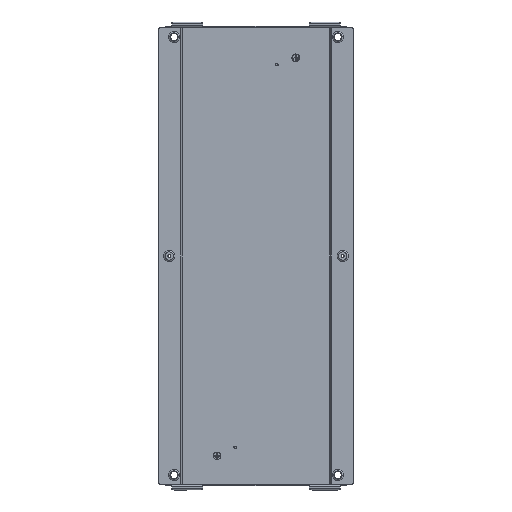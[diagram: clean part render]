
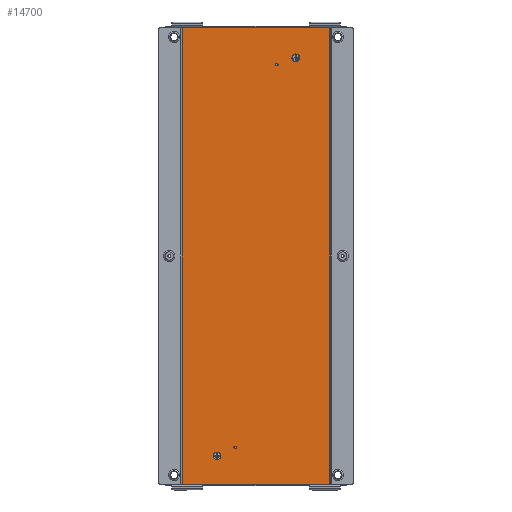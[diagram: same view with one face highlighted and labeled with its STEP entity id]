
A CAD part, front view. The second image highlights one B-rep face of the part: STEP entity #14700.
In plain terms, the highlighted planar face has unit normal (0, -1, 0).
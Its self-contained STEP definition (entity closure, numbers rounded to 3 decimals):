
#1230 = AXIS2_PLACEMENT_3D ( 'NONE', #11844, #10131, #17181 ) ;
#1637 = DIRECTION ( 'NONE',  ( 0., 0., -1. ) ) ;
#3177 = VECTOR ( 'NONE', #17656, 1000. ) ;
#3472 = CARTESIAN_POINT ( 'NONE',  ( -188.75, -1.5, 584. ) ) ;
#3536 = CARTESIAN_POINT ( 'NONE',  ( -188.75, -1.5, -587. ) ) ;
#3738 = ORIENTED_EDGE ( 'NONE', *, *, #19250, .F. ) ;
#4348 = CARTESIAN_POINT ( 'NONE',  ( -188.75, -1.5, -584. ) ) ;
#4600 = VERTEX_POINT ( 'NONE', #13183 ) ;
#4981 = VERTEX_POINT ( 'NONE', #5558 ) ;
#5502 = VERTEX_POINT ( 'NONE', #4348 ) ;
#5558 = CARTESIAN_POINT ( 'NONE',  ( -188.75, -1.5, 584. ) ) ;
#5833 = EDGE_CURVE ( 'NONE', #4600, #16111, #15717, .T. ) ;
#6373 = ORIENTED_EDGE ( 'NONE', *, *, #20008, .F. ) ;
#7274 = LINE ( 'NONE', #3472, #3177 ) ;
#9720 = VECTOR ( 'NONE', #21058, 1000. ) ;
#10131 = DIRECTION ( 'NONE',  ( 0., -1., 0. ) ) ;
#11844 = CARTESIAN_POINT ( 'NONE',  ( 0., -1.5, 0. ) ) ;
#12016 = CARTESIAN_POINT ( 'NONE',  ( 188.75, -1.5, 587. ) ) ;
#12942 = EDGE_LOOP ( 'NONE', ( #3738, #6373, #20986, #14516 ) ) ;
#13183 = CARTESIAN_POINT ( 'NONE',  ( 188.75, -1.5, 584. ) ) ;
#14516 = ORIENTED_EDGE ( 'NONE', *, *, #17248, .F. ) ;
#14700 = ADVANCED_FACE ( 'NONE', ( #22367 ), #20629, .T. ) ;
#15020 = CARTESIAN_POINT ( 'NONE',  ( 188.75, -1.5, -584. ) ) ;
#15650 = VECTOR ( 'NONE', #16969, 1000. ) ;
#15717 = LINE ( 'NONE', #12016, #20324 ) ;
#16111 = VERTEX_POINT ( 'NONE', #18236 ) ;
#16969 = DIRECTION ( 'NONE',  ( -1., 0., 0. ) ) ;
#17181 = DIRECTION ( 'NONE',  ( 0., 0., -1. ) ) ;
#17248 = EDGE_CURVE ( 'NONE', #4981, #4600, #7274, .T. ) ;
#17656 = DIRECTION ( 'NONE',  ( 1., 0., 0. ) ) ;
#18236 = CARTESIAN_POINT ( 'NONE',  ( 188.75, -1.5, -584. ) ) ;
#18716 = LINE ( 'NONE', #15020, #15650 ) ;
#19250 = EDGE_CURVE ( 'NONE', #5502, #4981, #20718, .T. ) ;
#20008 = EDGE_CURVE ( 'NONE', #16111, #5502, #18716, .T. ) ;
#20324 = VECTOR ( 'NONE', #1637, 1000. ) ;
#20629 = PLANE ( 'NONE',  #1230 ) ;
#20718 = LINE ( 'NONE', #3536, #9720 ) ;
#20986 = ORIENTED_EDGE ( 'NONE', *, *, #5833, .F. ) ;
#21058 = DIRECTION ( 'NONE',  ( 0., 0., 1. ) ) ;
#22367 = FACE_OUTER_BOUND ( 'NONE', #12942, .T. ) ;
